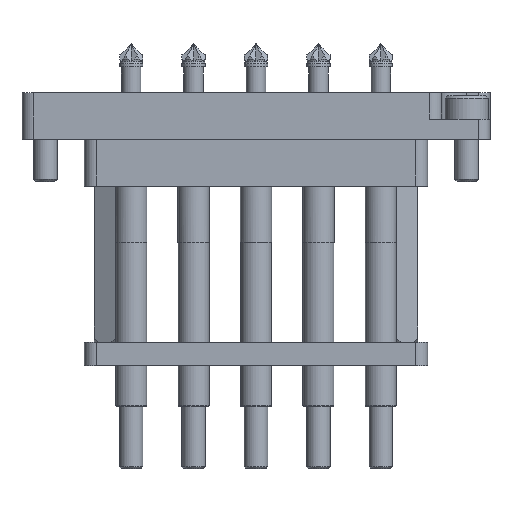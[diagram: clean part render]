
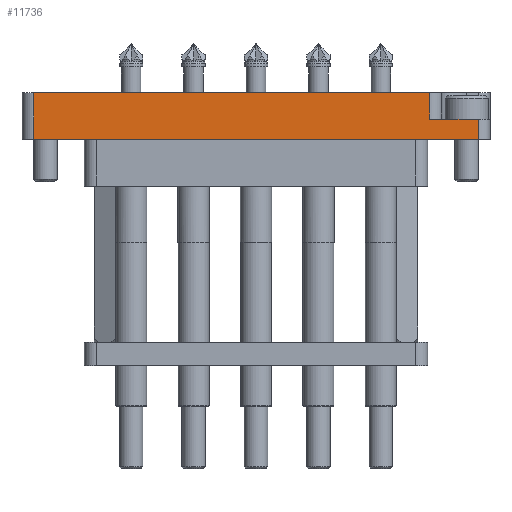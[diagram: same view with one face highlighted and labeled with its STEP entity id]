
A CAD part, left-side view. The second image highlights one B-rep face of the part: STEP entity #11736.
In plain terms, the highlighted face is planar.
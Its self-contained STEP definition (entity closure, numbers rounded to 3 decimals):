
#1172 = EDGE_CURVE ( 'NONE', #4049, #12072, #2295, .T. ) ;
#1313 = DIRECTION ( 'NONE',  ( 0., -1., 0. ) ) ;
#2295 = LINE ( 'NONE', #9630, #10413 ) ;
#2552 = LINE ( 'NONE', #6667, #6163 ) ;
#2662 = CARTESIAN_POINT ( 'NONE',  ( -22.25, 6., -14.35 ) ) ;
#2682 = VECTOR ( 'NONE', #1313, 1000. ) ;
#2764 = EDGE_CURVE ( 'NONE', #8290, #4049, #5858, .T. ) ;
#3010 = ORIENTED_EDGE ( 'NONE', *, *, #18175, .F. ) ;
#4049 = VERTEX_POINT ( 'NONE', #2662 ) ;
#5858 = LINE ( 'NONE', #7868, #20072 ) ;
#6034 = VECTOR ( 'NONE', #13316, 1000. ) ;
#6163 = VECTOR ( 'NONE', #19136, 1000. ) ;
#6257 = DIRECTION ( 'NONE',  ( 0., 0., -1. ) ) ;
#6429 = CARTESIAN_POINT ( 'NONE',  ( 28.5, 6., -14.35 ) ) ;
#6667 = CARTESIAN_POINT ( 'NONE',  ( 30., 0., -14.35 ) ) ;
#7809 = LINE ( 'NONE', #11186, #6034 ) ;
#7868 = CARTESIAN_POINT ( 'NONE',  ( -22.25, 6., -14.35 ) ) ;
#8190 = LINE ( 'NONE', #20803, #2682 ) ;
#8290 = VERTEX_POINT ( 'NONE', #18628 ) ;
#8429 = DIRECTION ( 'NONE',  ( 0., 1., 0. ) ) ;
#8794 = CARTESIAN_POINT ( 'NONE',  ( 28.5, 0., -14.35 ) ) ;
#8896 = AXIS2_PLACEMENT_3D ( 'NONE', #9468, #6257, #22328 ) ;
#9427 = CARTESIAN_POINT ( 'NONE',  ( -28.5, 2.6, -14.35 ) ) ;
#9468 = CARTESIAN_POINT ( 'NONE',  ( -30., 0., -14.35 ) ) ;
#9630 = CARTESIAN_POINT ( 'NONE',  ( -30., 6., -14.35 ) ) ;
#10413 = VECTOR ( 'NONE', #16969, 1000. ) ;
#11186 = CARTESIAN_POINT ( 'NONE',  ( -30., 2.6, -14.35 ) ) ;
#11238 = VERTEX_POINT ( 'NONE', #8794 ) ;
#11287 = PLANE ( 'NONE',  #8896 ) ;
#11350 = DIRECTION ( 'NONE',  ( 0., 1., 0. ) ) ;
#11549 = ORIENTED_EDGE ( 'NONE', *, *, #20225, .T. ) ;
#11736 = ADVANCED_FACE ( 'NONE', ( #22205 ), #11287, .T. ) ;
#12072 = VERTEX_POINT ( 'NONE', #6429 ) ;
#12905 = LINE ( 'NONE', #9427, #23388 ) ;
#13316 = DIRECTION ( 'NONE',  ( -1., 0., 0. ) ) ;
#14919 = CARTESIAN_POINT ( 'NONE',  ( -28.5, 0., -14.35 ) ) ;
#15632 = EDGE_CURVE ( 'NONE', #17778, #17616, #12905, .T. ) ;
#15872 = ORIENTED_EDGE ( 'NONE', *, *, #15632, .T. ) ;
#16326 = EDGE_LOOP ( 'NONE', ( #3010, #22132, #23633, #20468, #11549, #15872 ) ) ;
#16615 = CARTESIAN_POINT ( 'NONE',  ( -28.5, 2.6, -14.35 ) ) ;
#16969 = DIRECTION ( 'NONE',  ( 1., 0., 0. ) ) ;
#17616 = VERTEX_POINT ( 'NONE', #16615 ) ;
#17778 = VERTEX_POINT ( 'NONE', #14919 ) ;
#18175 = EDGE_CURVE ( 'NONE', #8290, #17616, #7809, .T. ) ;
#18628 = CARTESIAN_POINT ( 'NONE',  ( -22.25, 2.6, -14.35 ) ) ;
#19136 = DIRECTION ( 'NONE',  ( -1., 0., 0. ) ) ;
#20072 = VECTOR ( 'NONE', #8429, 1000. ) ;
#20225 = EDGE_CURVE ( 'NONE', #11238, #17778, #2552, .T. ) ;
#20468 = ORIENTED_EDGE ( 'NONE', *, *, #21884, .T. ) ;
#20803 = CARTESIAN_POINT ( 'NONE',  ( 28.5, 0., -14.35 ) ) ;
#21884 = EDGE_CURVE ( 'NONE', #12072, #11238, #8190, .T. ) ;
#22132 = ORIENTED_EDGE ( 'NONE', *, *, #2764, .T. ) ;
#22205 = FACE_OUTER_BOUND ( 'NONE', #16326, .T. ) ;
#22328 = DIRECTION ( 'NONE',  ( -1., 0., 0. ) ) ;
#23388 = VECTOR ( 'NONE', #11350, 1000. ) ;
#23633 = ORIENTED_EDGE ( 'NONE', *, *, #1172, .T. ) ;
